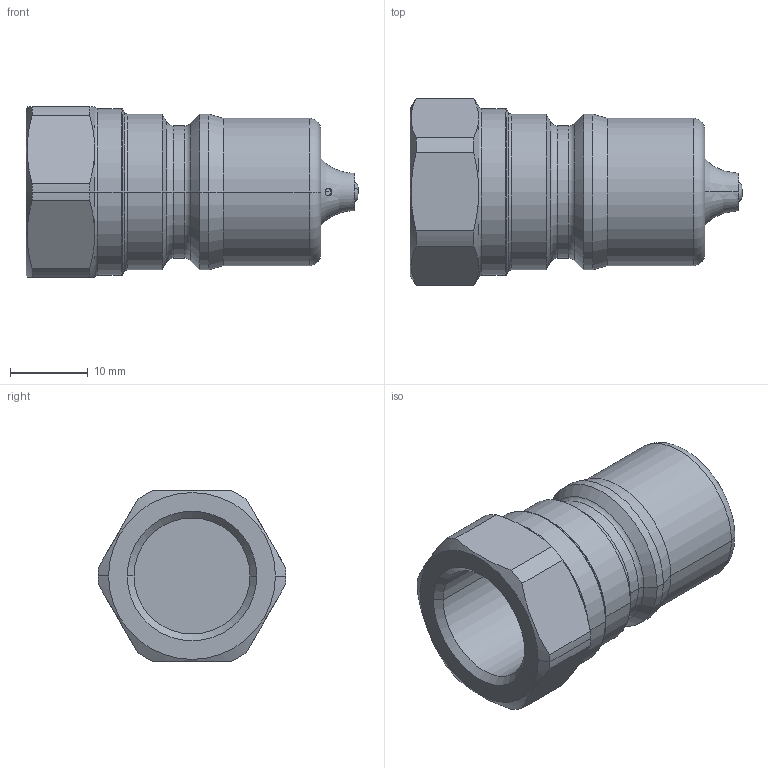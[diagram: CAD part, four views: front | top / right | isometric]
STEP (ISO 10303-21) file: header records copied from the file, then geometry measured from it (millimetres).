
FILE_DESCRIPTION (( 'STEP AP214' ), '1' );
FILE_NAME ('IB3821.STEP', '2013-07-22T09:27:33', ( 'admin' ), ( 'Microsoft' ), 'SwSTEP 2.0', 'SolidWorks 2009', '' );
FILE_SCHEMA (( 'AUTOMOTIVE_DESIGN' ));
Length unit declared in the file: millimetre
Products named in the file (1): IB3821
Bounding box: 42.8 x 24.2 x 22 mm (x, y, z)
Volume: 9917.9 mm3; surface area: 3951.3 mm2
Topology: 1 solids, 1 shells, 88 faces, 186 edges, 108 vertices
Faces by surface type: cylinder 31, cone 27, torus 16, plane 14
Entity records: 2519 total; most frequent: CARTESIAN_POINT 569, DIRECTION 448, ORIENTED_EDGE 372, AXIS2_PLACEMENT_3D 193, EDGE_CURVE 186, VERTEX_POINT 108, CIRCLE 104, EDGE_LOOP 96
